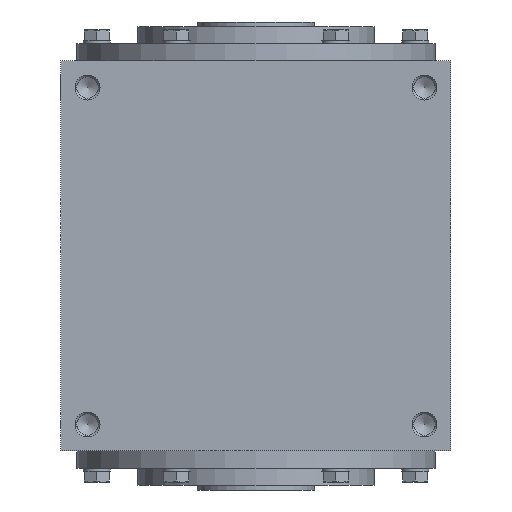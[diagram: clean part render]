
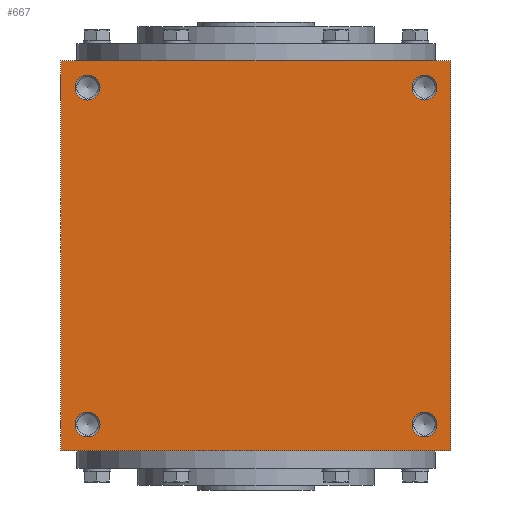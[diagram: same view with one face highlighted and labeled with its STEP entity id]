
A CAD part, left-side view. The second image highlights one B-rep face of the part: STEP entity #667.
In plain terms, the highlighted face is planar.
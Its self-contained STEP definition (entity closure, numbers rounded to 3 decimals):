
#667 = ADVANCED_FACE( '', ( #1383, #1384, #1385, #1386, #1387 ), #1388, .F. );
#1383 = FACE_BOUND( '', #2230, .T. );
#1384 = FACE_BOUND( '', #2231, .T. );
#1385 = FACE_BOUND( '', #2232, .T. );
#1386 = FACE_BOUND( '', #2233, .T. );
#1387 = FACE_OUTER_BOUND( '', #2234, .T. );
#1388 = PLANE( '', #2235 );
#2230 = EDGE_LOOP( '', ( #3546 ) );
#2231 = EDGE_LOOP( '', ( #3547 ) );
#2232 = EDGE_LOOP( '', ( #3548 ) );
#2233 = EDGE_LOOP( '', ( #3549 ) );
#2234 = EDGE_LOOP( '', ( #3550, #3551, #3552, #3553 ) );
#2235 = AXIS2_PLACEMENT_3D( '', #3554, #3555, #3556 );
#3546 = ORIENTED_EDGE( '', *, *, #5003, .F. );
#3547 = ORIENTED_EDGE( '', *, *, #4931, .T. );
#3548 = ORIENTED_EDGE( '', *, *, #5007, .F. );
#3549 = ORIENTED_EDGE( '', *, *, #4994, .T. );
#3550 = ORIENTED_EDGE( '', *, *, #4788, .F. );
#3551 = ORIENTED_EDGE( '', *, *, #5008, .F. );
#3552 = ORIENTED_EDGE( '', *, *, #5009, .F. );
#3553 = ORIENTED_EDGE( '', *, *, #5010, .F. );
#3554 = CARTESIAN_POINT( '', ( 0., 0., -125. ) );
#3555 = DIRECTION( '', ( 0., 0., 1. ) );
#3556 = DIRECTION( '', ( 1., 0., 0. ) );
#4788 = EDGE_CURVE( '', #5671, #5672, #5673, .T. );
#4931 = EDGE_CURVE( '', #5889, #5889, #5890, .T. );
#4994 = EDGE_CURVE( '', #5971, #5971, #5972, .T. );
#5003 = EDGE_CURVE( '', #5985, #5985, #5986, .T. );
#5007 = EDGE_CURVE( '', #5991, #5991, #5992, .T. );
#5008 = EDGE_CURVE( '', #5993, #5671, #5994, .T. );
#5009 = EDGE_CURVE( '', #5995, #5993, #5996, .T. );
#5010 = EDGE_CURVE( '', #5672, #5995, #5997, .T. );
#5671 = VERTEX_POINT( '', #6824 );
#5672 = VERTEX_POINT( '', #6825 );
#5673 = LINE( '', #6826, #6827 );
#5889 = VERTEX_POINT( '', #7160 );
#5890 = CIRCLE( '', #7161, 8. );
#5971 = VERTEX_POINT( '', #7269 );
#5972 = CIRCLE( '', #7270, 8. );
#5985 = VERTEX_POINT( '', #7283 );
#5986 = CIRCLE( '', #7284, 8. );
#5991 = VERTEX_POINT( '', #7289 );
#5992 = CIRCLE( '', #7290, 8. );
#5993 = VERTEX_POINT( '', #7291 );
#5994 = LINE( '', #7292, #7293 );
#5995 = VERTEX_POINT( '', #7294 );
#5996 = LINE( '', #7295, #7296 );
#5997 = LINE( '', #7297, #7298 );
#6824 = CARTESIAN_POINT( '', ( -125., 125., -125. ) );
#6825 = CARTESIAN_POINT( '', ( -125., -125., -125. ) );
#6826 = CARTESIAN_POINT( '', ( -125., 125., -125. ) );
#6827 = VECTOR( '', #8084, 1000. );
#7160 = CARTESIAN_POINT( '', ( 116., 108., -125. ) );
#7161 = AXIS2_PLACEMENT_3D( '', #8294, #8295, #8296 );
#7269 = CARTESIAN_POINT( '', ( 116., -108., -125. ) );
#7270 = AXIS2_PLACEMENT_3D( '', #8372, #8373, #8374 );
#7283 = CARTESIAN_POINT( '', ( -116., 108., -125. ) );
#7284 = AXIS2_PLACEMENT_3D( '', #8390, #8391, #8392 );
#7289 = CARTESIAN_POINT( '', ( -116., -108., -125. ) );
#7290 = AXIS2_PLACEMENT_3D( '', #8396, #8397, #8398 );
#7291 = CARTESIAN_POINT( '', ( 125., 125., -125. ) );
#7292 = CARTESIAN_POINT( '', ( 125., 125., -125. ) );
#7293 = VECTOR( '', #8399, 1000. );
#7294 = CARTESIAN_POINT( '', ( 125., -125., -125. ) );
#7295 = CARTESIAN_POINT( '', ( 125., -125., -125. ) );
#7296 = VECTOR( '', #8400, 1000. );
#7297 = CARTESIAN_POINT( '', ( -125., -125., -125. ) );
#7298 = VECTOR( '', #8401, 1000. );
#8084 = DIRECTION( '', ( 0., -1., 0. ) );
#8294 = CARTESIAN_POINT( '', ( 108., 108., -125. ) );
#8295 = DIRECTION( '', ( 0., 0., 1. ) );
#8296 = DIRECTION( '', ( 1., 0., 0. ) );
#8372 = CARTESIAN_POINT( '', ( 108., -108., -125. ) );
#8373 = DIRECTION( '', ( 0., 0., 1. ) );
#8374 = DIRECTION( '', ( 1., 0., 0. ) );
#8390 = CARTESIAN_POINT( '', ( -108., 108., -125. ) );
#8391 = DIRECTION( '', ( 0., 0., -1. ) );
#8392 = DIRECTION( '', ( -1., 0., 0. ) );
#8396 = CARTESIAN_POINT( '', ( -108., -108., -125. ) );
#8397 = DIRECTION( '', ( 0., 0., -1. ) );
#8398 = DIRECTION( '', ( -1., 0., 0. ) );
#8399 = DIRECTION( '', ( -1., 0., 0. ) );
#8400 = DIRECTION( '', ( 0., 1., 0. ) );
#8401 = DIRECTION( '', ( 1., 0., 0. ) );
